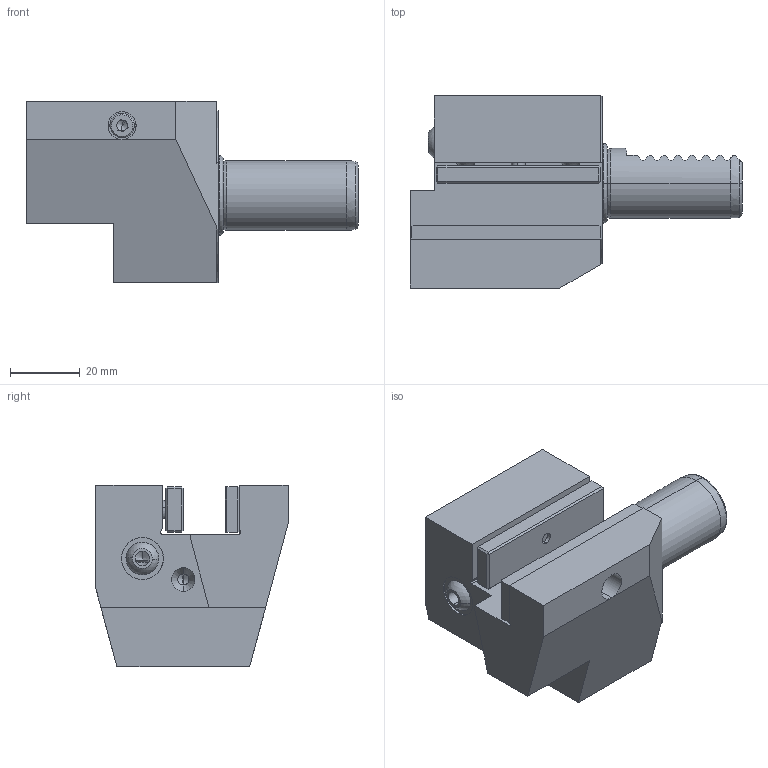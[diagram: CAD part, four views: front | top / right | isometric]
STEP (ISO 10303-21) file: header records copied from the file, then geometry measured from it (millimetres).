
FILE_DESCRIPTION (( 'STEP AP203' ), '1' );
FILE_NAME ('STEP.STEP', '2020-05-11T04:52:07', ( '' ), ( '' ), 'SwSTEP 2.0', 'SolidWorks 2017', '' );
FILE_SCHEMA (( 'CONFIG_CONTROL_DESIGN' ));
Length unit declared in the file: inch
Products named in the file (1): STEP
Bounding box: 95 x 55 x 52 mm (x, y, z)
Volume: 111576 mm3; surface area: 28777.4 mm2
Topology: 13 solids, 13 shells, 323 faces, 774 edges, 471 vertices
Faces by surface type: plane 170, cylinder 82, cone 45, torus 17, sphere 7, bspline 2
Entity records: 11175 total; most frequent: CARTESIAN_POINT 3728, DIRECTION 1564, ORIENTED_EDGE 1500, EDGE_CURVE 750, AXIS2_PLACEMENT_3D 566, VERTEX_POINT 464, LINE 432, VECTOR 432
